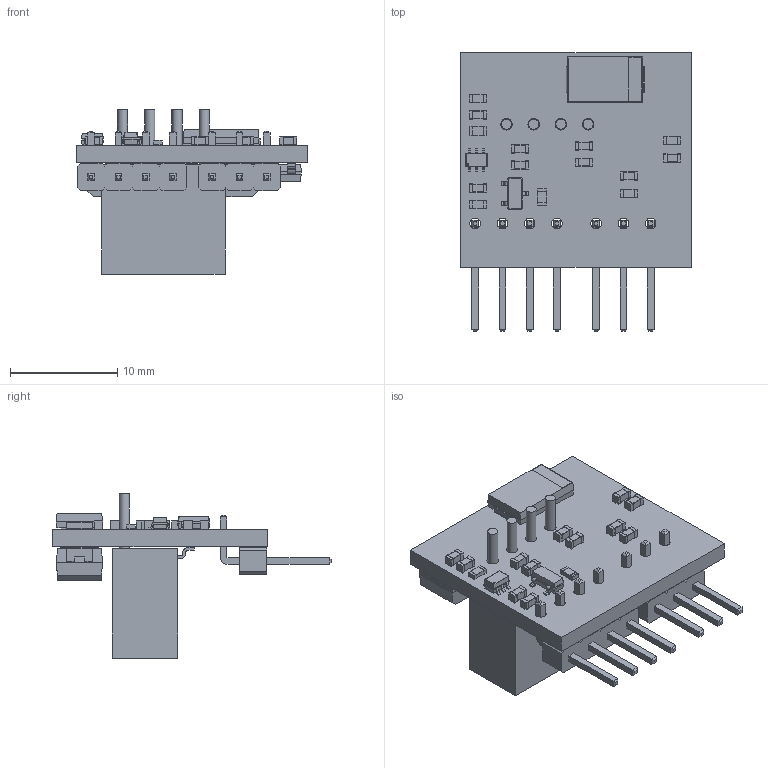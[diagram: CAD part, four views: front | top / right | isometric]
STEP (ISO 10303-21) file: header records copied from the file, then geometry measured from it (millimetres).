
FILE_DESCRIPTION(('KiCad electronic assembly'),'2;1');
FILE_NAME('DC5V_DC5V3V3.step','2021-11-29T00:26:00',('An Author'),( 'A Company'),'Open CASCADE STEP processor 6.9', 'KiCad to STEP converter','Unknown');
FILE_SCHEMA(('AUTOMOTIVE_DESIGN { 1 0 10303 214 1 1 1 1 }'));
Length unit declared in the file: millimetre
Products named in the file (22): Open CASCADE STEP translator 6.9 1; LM66100DCKR; COMPOUND; CP_EIA-7343-15_Kemet-W; SOLID; SOT-223; C_0603_1608Metric; PinHeader_1x04_P2.54mm_Horizontal; PinHeader_1x03_P2.54mm_Horizontal; R_0603_1608Metric; SOT-23; MEE1S0505SC; CP_EIA-7343-31_Kemet-D
Assembly tree (34 placements, depth 3):
  Open CASCADE STEP translator 6.9 1
    LM66100DCKR
      COMPOUND
    CP_EIA-7343-15_Kemet-W
      SOLID
    SOT-223
      SOLID
    C_0603_1608Metric  x12
      SOLID
    PinHeader_1x04_P2.54mm_Horizontal
      SOLID
    PinHeader_1x03_P2.54mm_Horizontal
      SOLID
    R_0603_1608Metric  x2
      SOLID
    SOT-23
      SOLID
    MEE1S0505SC
      COMPOUND
    CP_EIA-7343-31_Kemet-D  x2
      SOLID
    COMPOUND
Bounding box: 21.5 x 25.98 x 15.35 mm (x, y, z)
Volume: 1876.1 mm3; surface area: 2805.1 mm2
Topology: 46 solids, 46 shells, 1044 faces, 2559 edges, 1652 vertices
Faces by surface type: plane 712, cylinder 263, bspline 69
Full cylindrical faces by diameter (mm): 0.156 x1, 0.95 x16, 1 x7, 1.075 x4
Entity records: 46202 total; most frequent: CARTESIAN_POINT 10089, DIRECTION 5924, LINE 4045, VECTOR 4045, ORIENTED_EDGE 3154, PCURVE 3154, DEFINITIONAL_REPRESENTATION 3154, EDGE_CURVE 1577
